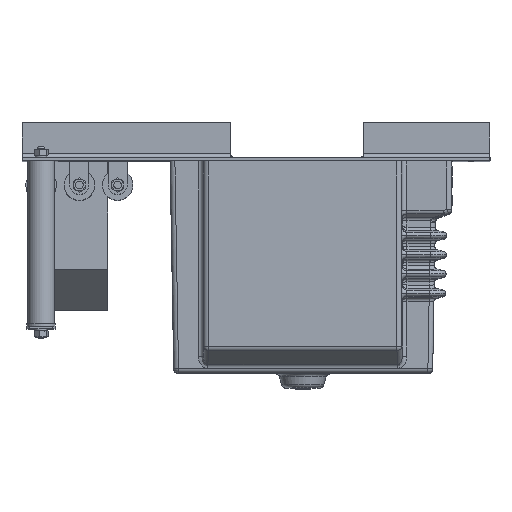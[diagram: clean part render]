
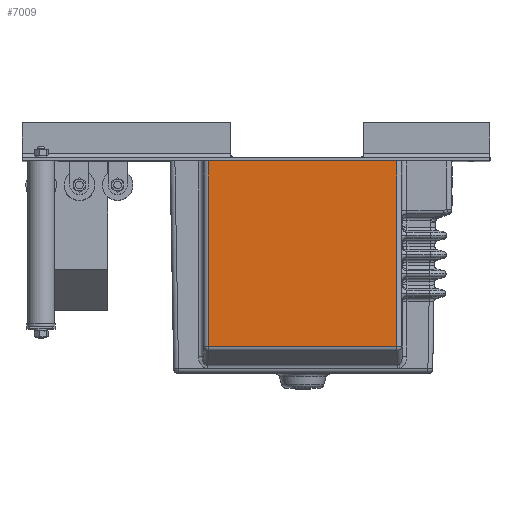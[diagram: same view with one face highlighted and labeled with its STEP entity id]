
A CAD part, top view. The second image highlights one B-rep face of the part: STEP entity #7009.
In plain terms, the highlighted face is planar.
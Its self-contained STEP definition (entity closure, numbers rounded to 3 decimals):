
#7009=ADVANCED_FACE('',(#18116),#18118,.F.);
#18116=FACE_BOUND('',#18117,.T.);
#18117=EDGE_LOOP('',(#28042,#28043,#28044,#28045));
#18118=PLANE('',#18119);
#18119=AXIS2_PLACEMENT_3D('',#18120,#18121,#18122);
#18120=CARTESIAN_POINT('',(74.74,196.95,95.4));
#18121=DIRECTION('',(-1.,0.,0.));
#18122=DIRECTION('',(0.,0.,1.));
#28042=ORIENTED_EDGE('',*,*,#33097,.T.);
#28043=ORIENTED_EDGE('',*,*,#33098,.T.);
#28044=ORIENTED_EDGE('',*,*,#32980,.T.);
#28045=ORIENTED_EDGE('',*,*,#33096,.T.);
#32980=EDGE_CURVE('',#36707,#36705,#36708,.T.);
#33096=EDGE_CURVE('',#36705,#36905,#36907,.T.);
#33097=EDGE_CURVE('',#36905,#36908,#36909,.T.);
#33098=EDGE_CURVE('',#36908,#36707,#36910,.T.);
#36705=VERTEX_POINT('',#46882);
#36707=VERTEX_POINT('',#46887);
#36708=LINE('',#46888,#46889);
#36905=VERTEX_POINT('',#47890);
#36907=LINE('',#47895,#47896);
#36908=VERTEX_POINT('',#47898);
#36909=LINE('',#47899,#47900);
#36910=LINE('',#47902,#47903);
#46882=CARTESIAN_POINT('',(74.74,0.,-106.773));
#46887=CARTESIAN_POINT('',(74.74,0.,90.523));
#46888=CARTESIAN_POINT('',(74.74,0.,90.523));
#46889=VECTOR('',#46890,1.);
#46890=DIRECTION('',(0.,0.,-1.));
#47890=CARTESIAN_POINT('',(74.74,194.56,-106.773));
#47895=CARTESIAN_POINT('',(74.74,0.,-106.773));
#47896=VECTOR('',#47897,1.);
#47897=DIRECTION('',(0.,1.,0.));
#47898=CARTESIAN_POINT('',(74.74,194.56,90.523));
#47899=CARTESIAN_POINT('',(74.74,194.56,-106.773));
#47900=VECTOR('',#47901,1.);
#47901=DIRECTION('',(0.,0.,1.));
#47902=CARTESIAN_POINT('',(74.74,194.56,90.523));
#47903=VECTOR('',#47904,1.);
#47904=DIRECTION('',(0.,-1.,0.));
